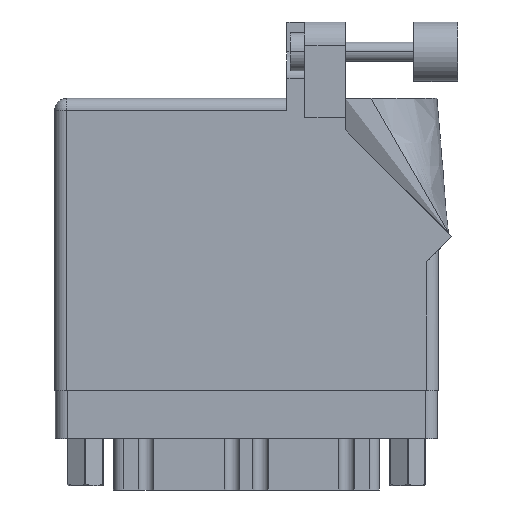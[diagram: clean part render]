
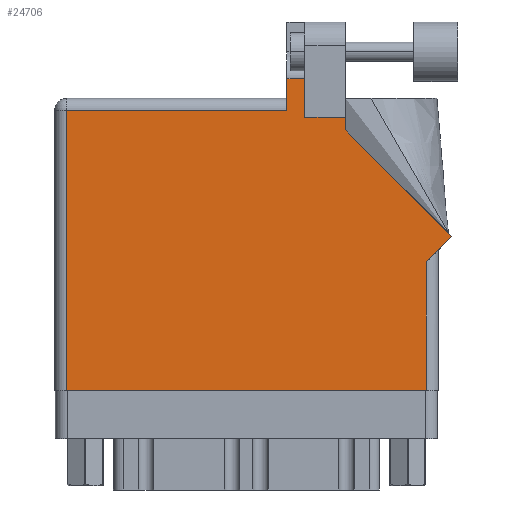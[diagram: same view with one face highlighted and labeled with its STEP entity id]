
A CAD part, front view. The second image highlights one B-rep face of the part: STEP entity #24706.
In plain terms, the highlighted face is planar.
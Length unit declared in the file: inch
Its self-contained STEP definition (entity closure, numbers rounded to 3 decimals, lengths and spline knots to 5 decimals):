
#999 = VERTEX_POINT ( 'NONE', #37121 ) ;
#1209 = VECTOR ( 'NONE', #24248, 39.37008 ) ;
#1596 = CARTESIAN_POINT ( 'NONE',  ( 1.311, 1.43, 0. ) ) ;
#2665 = VECTOR ( 'NONE', #19562, 39.37008 ) ;
#4406 = DIRECTION ( 'NONE',  ( -1., 0., 0. ) ) ;
#5984 = VECTOR ( 'NONE', #4406, 39.37008 ) ;
#7036 = EDGE_CURVE ( 'NONE', #38801, #42606, #41466, .T. ) ;
#8222 = EDGE_CURVE ( 'NONE', #41409, #12969, #23935, .T. ) ;
#8299 = EDGE_CURVE ( 'NONE', #10387, #28157, #47106, .T. ) ;
#8466 = ORIENTED_EDGE ( 'NONE', *, *, #24022, .T. ) ;
#9056 = EDGE_CURVE ( 'NONE', #36089, #38801, #33257, .T. ) ;
#9930 = DIRECTION ( 'NONE',  ( 0., 0., -1. ) ) ;
#10387 = VERTEX_POINT ( 'NONE', #37128 ) ;
#10686 = EDGE_CURVE ( 'NONE', #42606, #23653, #34714, .T. ) ;
#11735 = EDGE_CURVE ( 'NONE', #999, #41409, #37520, .T. ) ;
#12969 = VERTEX_POINT ( 'NONE', #43420 ) ;
#13155 = ORIENTED_EDGE ( 'NONE', *, *, #8222, .T. ) ;
#13679 = CARTESIAN_POINT ( 'NONE',  ( 1.311, 1.6315, 0. ) ) ;
#14279 = DIRECTION ( 'NONE',  ( -1., 0., 0. ) ) ;
#15842 = DIRECTION ( 'NONE',  ( -1., 0., 0. ) ) ;
#16326 = EDGE_CURVE ( 'NONE', #12969, #10387, #21821, .T. ) ;
#18074 = CARTESIAN_POINT ( 'NONE',  ( 1.948, 0.675, 0. ) ) ;
#18373 = CARTESIAN_POINT ( 'NONE',  ( 1.217, 1.53, 0. ) ) ;
#19562 = DIRECTION ( 'NONE',  ( 0., -1., 0. ) ) ;
#20357 = VECTOR ( 'NONE', #36482, 39.37008 ) ;
#21672 = CARTESIAN_POINT ( 'NONE',  ( 1.524, 1.36442, 0. ) ) ;
#21821 = LINE ( 'NONE', #25930, #42476 ) ;
#22651 = DIRECTION ( 'NONE',  ( 0.707, 0.707, 0. ) ) ;
#23653 = VERTEX_POINT ( 'NONE', #13679 ) ;
#23730 = LINE ( 'NONE', #35071, #44607 ) ;
#23935 = LINE ( 'NONE', #38675, #2665 ) ;
#24022 = EDGE_CURVE ( 'NONE', #33835, #36089, #46009, .T. ) ;
#24248 = DIRECTION ( 'NONE',  ( -0.707, 0.707, 0. ) ) ;
#24369 = CARTESIAN_POINT ( 'NONE',  ( 1.524, 1.43, 0. ) ) ;
#24706 = ADVANCED_FACE ( 'NONE', ( #40359 ), #39658, .F. ) ;
#25833 = ORIENTED_EDGE ( 'NONE', *, *, #7036, .T. ) ;
#25930 = CARTESIAN_POINT ( 'NONE',  ( 0., 0., 0. ) ) ;
#26467 = CARTESIAN_POINT ( 'NONE',  ( 1.217, 1.6315, 0. ) ) ;
#26937 = CARTESIAN_POINT ( 'NONE',  ( 2.08071, 0.80771, 0. ) ) ;
#27101 = VERTEX_POINT ( 'NONE', #26467 ) ;
#27129 = CARTESIAN_POINT ( 'NONE',  ( 0.062, 1.468, 0. ) ) ;
#27464 = EDGE_CURVE ( 'NONE', #23653, #27101, #23730, .T. ) ;
#28125 = EDGE_LOOP ( 'NONE', ( #33684, #37917, #43742, #37132, #13155, #40752, #43168, #30445, #8466, #38861, #25833 ) ) ;
#28157 = VERTEX_POINT ( 'NONE', #18074 ) ;
#29137 = VECTOR ( 'NONE', #15842, 39.37008 ) ;
#30445 = ORIENTED_EDGE ( 'NONE', *, *, #37148, .T. ) ;
#31405 = CARTESIAN_POINT ( 'NONE',  ( 1.311, 1.43, 0. ) ) ;
#32117 = DIRECTION ( 'NONE',  ( 0., 1., 0. ) ) ;
#32526 = CARTESIAN_POINT ( 'NONE',  ( 1.524, 1.36442, 0. ) ) ;
#33257 = LINE ( 'NONE', #21672, #40101 ) ;
#33337 = LINE ( 'NONE', #18373, #20357 ) ;
#33684 = ORIENTED_EDGE ( 'NONE', *, *, #10686, .T. ) ;
#33835 = VERTEX_POINT ( 'NONE', #26937 ) ;
#33986 = DIRECTION ( 'NONE',  ( 0., 1., 0. ) ) ;
#34125 = CARTESIAN_POINT ( 'NONE',  ( 0., 1.468, 0. ) ) ;
#34489 = EDGE_CURVE ( 'NONE', #27101, #999, #33337, .T. ) ;
#34714 = LINE ( 'NONE', #1596, #40684 ) ;
#35071 = CARTESIAN_POINT ( 'NONE',  ( 1.64177, 1.6315, 0. ) ) ;
#36089 = VERTEX_POINT ( 'NONE', #32526 ) ;
#36482 = DIRECTION ( 'NONE',  ( 0., -1., 0. ) ) ;
#36635 = DIRECTION ( 'NONE',  ( 0., 1., 0. ) ) ;
#37121 = CARTESIAN_POINT ( 'NONE',  ( 1.217, 1.468, 0. ) ) ;
#37128 = CARTESIAN_POINT ( 'NONE',  ( 1.948, 0., 0. ) ) ;
#37132 = ORIENTED_EDGE ( 'NONE', *, *, #11735, .T. ) ;
#37148 = EDGE_CURVE ( 'NONE', #28157, #33835, #41255, .T. ) ;
#37520 = LINE ( 'NONE', #34125, #5984 ) ;
#37917 = ORIENTED_EDGE ( 'NONE', *, *, #27464, .T. ) ;
#38675 = CARTESIAN_POINT ( 'NONE',  ( 0.062, 0., 0. ) ) ;
#38801 = VERTEX_POINT ( 'NONE', #24369 ) ;
#38861 = ORIENTED_EDGE ( 'NONE', *, *, #9056, .T. ) ;
#39000 = CARTESIAN_POINT ( 'NONE',  ( 2.08071, 0.80771, 0. ) ) ;
#39658 = PLANE ( 'NONE',  #44256 ) ;
#40101 = VECTOR ( 'NONE', #36635, 39.37008 ) ;
#40359 = FACE_OUTER_BOUND ( 'NONE', #28125, .T. ) ;
#40582 = VECTOR ( 'NONE', #22651, 39.37008 ) ;
#40684 = VECTOR ( 'NONE', #33986, 39.37008 ) ;
#40752 = ORIENTED_EDGE ( 'NONE', *, *, #16326, .T. ) ;
#41025 = CARTESIAN_POINT ( 'NONE',  ( 2.01, 0.737, 0. ) ) ;
#41255 = LINE ( 'NONE', #41025, #40582 ) ;
#41409 = VERTEX_POINT ( 'NONE', #27129 ) ;
#41466 = LINE ( 'NONE', #45069, #29137 ) ;
#42081 = DIRECTION ( 'NONE',  ( -1., 0., 0. ) ) ;
#42476 = VECTOR ( 'NONE', #47439, 39.37008 ) ;
#42606 = VERTEX_POINT ( 'NONE', #31405 ) ;
#43168 = ORIENTED_EDGE ( 'NONE', *, *, #8299, .T. ) ;
#43420 = CARTESIAN_POINT ( 'NONE',  ( 0.062, 0., 0. ) ) ;
#43742 = ORIENTED_EDGE ( 'NONE', *, *, #34489, .T. ) ;
#44005 = CARTESIAN_POINT ( 'NONE',  ( 0., 1.53, 0. ) ) ;
#44256 = AXIS2_PLACEMENT_3D ( 'NONE', #44005, #9930, #14279 ) ;
#44607 = VECTOR ( 'NONE', #42081, 39.37008 ) ;
#45069 = CARTESIAN_POINT ( 'NONE',  ( 1.524, 1.43, 0. ) ) ;
#45932 = VECTOR ( 'NONE', #32117, 39.37008 ) ;
#46009 = LINE ( 'NONE', #39000, #1209 ) ;
#46161 = CARTESIAN_POINT ( 'NONE',  ( 1.948, 0.737, 0. ) ) ;
#47106 = LINE ( 'NONE', #46161, #45932 ) ;
#47439 = DIRECTION ( 'NONE',  ( 1., 0., 0. ) ) ;
